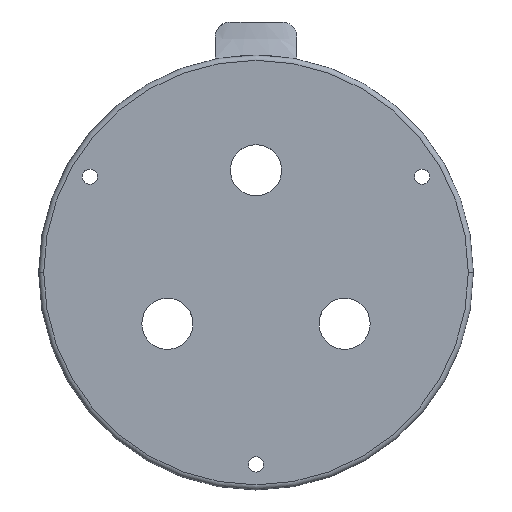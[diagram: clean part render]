
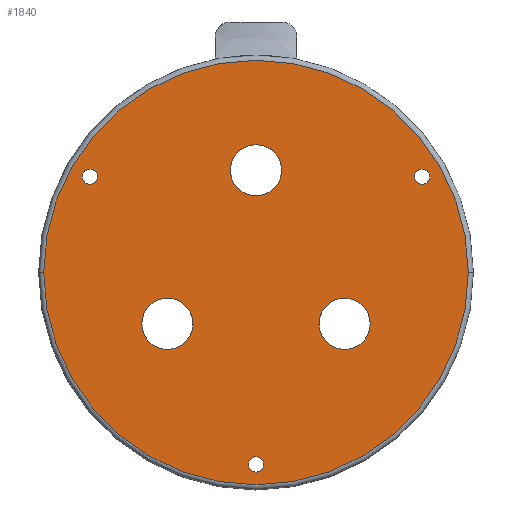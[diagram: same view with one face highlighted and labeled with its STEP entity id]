
A CAD part, top view. The second image highlights one B-rep face of the part: STEP entity #1840.
In plain terms, the highlighted planar face has unit normal (0, 0, 1).
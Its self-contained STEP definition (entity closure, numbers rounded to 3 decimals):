
#7 = DIRECTION ( 'NONE',  ( 1., 0., 0. ) ) ;
#25 = DIRECTION ( 'NONE',  ( 1., 0., 0. ) ) ;
#43 = CARTESIAN_POINT ( 'NONE',  ( 30.976, 18.75, 3. ) ) ;
#53 = EDGE_CURVE ( 'NONE', #1673, #2294, #2212, .T. ) ;
#76 = CARTESIAN_POINT ( 'NONE',  ( 17.321, -10., 3. ) ) ;
#88 = FACE_OUTER_BOUND ( 'NONE', #1935, .T. ) ;
#89 = AXIS2_PLACEMENT_3D ( 'NONE', #987, #437, #1379 ) ;
#104 = EDGE_CURVE ( 'NONE', #869, #239, #625, .T. ) ;
#112 = CARTESIAN_POINT ( 'NONE',  ( 5., 20., 3. ) ) ;
#131 = DIRECTION ( 'NONE',  ( 1., 0., 0. ) ) ;
#151 = DIRECTION ( 'NONE',  ( 1., 0., 0. ) ) ;
#162 = CARTESIAN_POINT ( 'NONE',  ( -1.5, -37.5, 3. ) ) ;
#190 = EDGE_CURVE ( 'NONE', #2294, #1673, #1183, .T. ) ;
#191 = EDGE_LOOP ( 'NONE', ( #2358, #1629 ) ) ;
#200 = CARTESIAN_POINT ( 'NONE',  ( -5., 20., 3. ) ) ;
#207 = CARTESIAN_POINT ( 'NONE',  ( 32.476, 18.75, 3. ) ) ;
#210 = AXIS2_PLACEMENT_3D ( 'NONE', #1588, #1351, #1897 ) ;
#239 = VERTEX_POINT ( 'NONE', #1860 ) ;
#247 = AXIS2_PLACEMENT_3D ( 'NONE', #1729, #1013, #1753 ) ;
#251 = EDGE_LOOP ( 'NONE', ( #1029, #1788 ) ) ;
#268 = FACE_BOUND ( 'NONE', #1212, .T. ) ;
#280 = EDGE_LOOP ( 'NONE', ( #714, #1235 ) ) ;
#283 = CIRCLE ( 'NONE', #1947, 1.5 ) ;
#323 = ORIENTED_EDGE ( 'NONE', *, *, #1077, .T. ) ;
#339 = VERTEX_POINT ( 'NONE', #200 ) ;
#365 = CARTESIAN_POINT ( 'NONE',  ( 0., 20., 3. ) ) ;
#381 = ORIENTED_EDGE ( 'NONE', *, *, #104, .T. ) ;
#437 = DIRECTION ( 'NONE',  ( 0., 0., 1. ) ) ;
#443 = CIRCLE ( 'NONE', #795, 5. ) ;
#446 = CARTESIAN_POINT ( 'NONE',  ( 12.321, -10., 3. ) ) ;
#456 = EDGE_CURVE ( 'NONE', #1480, #2232, #1292, .T. ) ;
#504 = VERTEX_POINT ( 'NONE', #889 ) ;
#516 = AXIS2_PLACEMENT_3D ( 'NONE', #1803, #1635, #131 ) ;
#519 = AXIS2_PLACEMENT_3D ( 'NONE', #1813, #1966, #1227 ) ;
#555 = ORIENTED_EDGE ( 'NONE', *, *, #2093, .F. ) ;
#617 = DIRECTION ( 'NONE',  ( 1., 0., 0. ) ) ;
#623 = DIRECTION ( 'NONE',  ( 1., 0., 0. ) ) ;
#625 = CIRCLE ( 'NONE', #516, 41.5 ) ;
#643 = DIRECTION ( 'NONE',  ( 0., 0., 1. ) ) ;
#647 = DIRECTION ( 'NONE',  ( 0., 0., 1. ) ) ;
#701 = DIRECTION ( 'NONE',  ( 0., 0., 1. ) ) ;
#714 = ORIENTED_EDGE ( 'NONE', *, *, #2065, .T. ) ;
#740 = CARTESIAN_POINT ( 'NONE',  ( 22.321, -10., 3. ) ) ;
#767 = CARTESIAN_POINT ( 'NONE',  ( -30.976, 18.75, 3. ) ) ;
#783 = FACE_BOUND ( 'NONE', #1305, .T. ) ;
#786 = VERTEX_POINT ( 'NONE', #1619 ) ;
#789 = CIRCLE ( 'NONE', #1099, 1.5 ) ;
#793 = CARTESIAN_POINT ( 'NONE',  ( 0., -37.5, 3. ) ) ;
#795 = AXIS2_PLACEMENT_3D ( 'NONE', #365, #1694, #25 ) ;
#822 = AXIS2_PLACEMENT_3D ( 'NONE', #76, #643, #623 ) ;
#846 = DIRECTION ( 'NONE',  ( 1., 0., 0. ) ) ;
#865 = CIRCLE ( 'NONE', #1761, 5. ) ;
#869 = VERTEX_POINT ( 'NONE', #1963 ) ;
#889 = CARTESIAN_POINT ( 'NONE',  ( 1.5, -37.5, 3. ) ) ;
#945 = EDGE_LOOP ( 'NONE', ( #555, #1343 ) ) ;
#946 = DIRECTION ( 'NONE',  ( 0., 0., 1. ) ) ;
#975 = PLANE ( 'NONE',  #247 ) ;
#987 = CARTESIAN_POINT ( 'NONE',  ( 0., 0., 3. ) ) ;
#1013 = DIRECTION ( 'NONE',  ( 0., 0., 1. ) ) ;
#1025 = FACE_BOUND ( 'NONE', #251, .T. ) ;
#1029 = ORIENTED_EDGE ( 'NONE', *, *, #1255, .F. ) ;
#1058 = CIRCLE ( 'NONE', #89, 41.5 ) ;
#1077 = EDGE_CURVE ( 'NONE', #504, #1589, #789, .T. ) ;
#1099 = AXIS2_PLACEMENT_3D ( 'NONE', #793, #1546, #617 ) ;
#1131 = EDGE_CURVE ( 'NONE', #239, #869, #1058, .T. ) ;
#1163 = FACE_BOUND ( 'NONE', #191, .T. ) ;
#1180 = ORIENTED_EDGE ( 'NONE', *, *, #190, .T. ) ;
#1183 = CIRCLE ( 'NONE', #1493, 1.5 ) ;
#1212 = EDGE_LOOP ( 'NONE', ( #2279, #1180 ) ) ;
#1227 = DIRECTION ( 'NONE',  ( 1., 0., 0. ) ) ;
#1231 = DIRECTION ( 'NONE',  ( 1., 0., 0. ) ) ;
#1235 = ORIENTED_EDGE ( 'NONE', *, *, #2207, .T. ) ;
#1255 = EDGE_CURVE ( 'NONE', #2042, #786, #2288, .T. ) ;
#1292 = CIRCLE ( 'NONE', #822, 5. ) ;
#1305 = EDGE_LOOP ( 'NONE', ( #1638, #323 ) ) ;
#1325 = EDGE_CURVE ( 'NONE', #786, #2042, #1945, .T. ) ;
#1343 = ORIENTED_EDGE ( 'NONE', *, *, #2278, .F. ) ;
#1351 = DIRECTION ( 'NONE',  ( 0., 0., -1. ) ) ;
#1377 = AXIS2_PLACEMENT_3D ( 'NONE', #1885, #946, #1458 ) ;
#1378 = AXIS2_PLACEMENT_3D ( 'NONE', #207, #1820, #7 ) ;
#1379 = DIRECTION ( 'NONE',  ( 1., 0., 0. ) ) ;
#1380 = DIRECTION ( 'NONE',  ( 0., 0., -1. ) ) ;
#1444 = DIRECTION ( 'NONE',  ( 1., 0., 0. ) ) ;
#1458 = DIRECTION ( 'NONE',  ( 1., 0., 0. ) ) ;
#1480 = VERTEX_POINT ( 'NONE', #446 ) ;
#1493 = AXIS2_PLACEMENT_3D ( 'NONE', #1614, #1814, #151 ) ;
#1538 = CARTESIAN_POINT ( 'NONE',  ( -22.321, -10., 3. ) ) ;
#1546 = DIRECTION ( 'NONE',  ( 0., 0., -1. ) ) ;
#1557 = CARTESIAN_POINT ( 'NONE',  ( 32.476, 18.75, 3. ) ) ;
#1588 = CARTESIAN_POINT ( 'NONE',  ( -32.476, 18.75, 3. ) ) ;
#1589 = VERTEX_POINT ( 'NONE', #162 ) ;
#1607 = AXIS2_PLACEMENT_3D ( 'NONE', #1628, #701, #1444 ) ;
#1614 = CARTESIAN_POINT ( 'NONE',  ( -32.476, 18.75, 3. ) ) ;
#1616 = ORIENTED_EDGE ( 'NONE', *, *, #1131, .T. ) ;
#1619 = CARTESIAN_POINT ( 'NONE',  ( -12.321, -10., 3. ) ) ;
#1628 = CARTESIAN_POINT ( 'NONE',  ( 17.321, -10., 3. ) ) ;
#1629 = ORIENTED_EDGE ( 'NONE', *, *, #2193, .F. ) ;
#1635 = DIRECTION ( 'NONE',  ( 0., 0., 1. ) ) ;
#1638 = ORIENTED_EDGE ( 'NONE', *, *, #1642, .T. ) ;
#1642 = EDGE_CURVE ( 'NONE', #1589, #504, #1982, .T. ) ;
#1673 = VERTEX_POINT ( 'NONE', #2003 ) ;
#1678 = CARTESIAN_POINT ( 'NONE',  ( 33.976, 18.75, 3. ) ) ;
#1694 = DIRECTION ( 'NONE',  ( 0., 0., 1. ) ) ;
#1729 = CARTESIAN_POINT ( 'NONE',  ( 0., 0., 3. ) ) ;
#1753 = DIRECTION ( 'NONE',  ( 1., 0., 0. ) ) ;
#1761 = AXIS2_PLACEMENT_3D ( 'NONE', #1984, #2148, #1231 ) ;
#1765 = FACE_BOUND ( 'NONE', #280, .T. ) ;
#1771 = CARTESIAN_POINT ( 'NONE',  ( -17.321, -10., 3. ) ) ;
#1788 = ORIENTED_EDGE ( 'NONE', *, *, #1325, .F. ) ;
#1803 = CARTESIAN_POINT ( 'NONE',  ( 0., 0., 3. ) ) ;
#1813 = CARTESIAN_POINT ( 'NONE',  ( 0., -37.5, 3. ) ) ;
#1814 = DIRECTION ( 'NONE',  ( 0., 0., -1. ) ) ;
#1820 = DIRECTION ( 'NONE',  ( 0., 0., -1. ) ) ;
#1840 = ADVANCED_FACE ( 'NONE', ( #1930, #1163, #1025, #88, #268, #1765, #783 ), #975, .T. ) ;
#1860 = CARTESIAN_POINT ( 'NONE',  ( 41.5, 0., 3. ) ) ;
#1885 = CARTESIAN_POINT ( 'NONE',  ( -17.321, -10., 3. ) ) ;
#1897 = DIRECTION ( 'NONE',  ( 1., 0., 0. ) ) ;
#1910 = CIRCLE ( 'NONE', #1378, 1.5 ) ;
#1930 = FACE_BOUND ( 'NONE', #945, .T. ) ;
#1935 = EDGE_LOOP ( 'NONE', ( #1616, #381 ) ) ;
#1945 = CIRCLE ( 'NONE', #1377, 5. ) ;
#1947 = AXIS2_PLACEMENT_3D ( 'NONE', #1557, #1380, #2115 ) ;
#1963 = CARTESIAN_POINT ( 'NONE',  ( -41.5, 0., 3. ) ) ;
#1966 = DIRECTION ( 'NONE',  ( 0., 0., -1. ) ) ;
#1982 = CIRCLE ( 'NONE', #519, 1.5 ) ;
#1984 = CARTESIAN_POINT ( 'NONE',  ( 0., 20., 3. ) ) ;
#2003 = CARTESIAN_POINT ( 'NONE',  ( -33.976, 18.75, 3. ) ) ;
#2042 = VERTEX_POINT ( 'NONE', #1538 ) ;
#2065 = EDGE_CURVE ( 'NONE', #2349, #2345, #283, .T. ) ;
#2093 = EDGE_CURVE ( 'NONE', #339, #2187, #865, .T. ) ;
#2115 = DIRECTION ( 'NONE',  ( 1., 0., 0. ) ) ;
#2148 = DIRECTION ( 'NONE',  ( 0., 0., 1. ) ) ;
#2187 = VERTEX_POINT ( 'NONE', #112 ) ;
#2193 = EDGE_CURVE ( 'NONE', #2232, #1480, #2325, .T. ) ;
#2207 = EDGE_CURVE ( 'NONE', #2345, #2349, #1910, .T. ) ;
#2212 = CIRCLE ( 'NONE', #210, 1.5 ) ;
#2232 = VERTEX_POINT ( 'NONE', #740 ) ;
#2278 = EDGE_CURVE ( 'NONE', #2187, #339, #443, .T. ) ;
#2279 = ORIENTED_EDGE ( 'NONE', *, *, #53, .T. ) ;
#2288 = CIRCLE ( 'NONE', #2359, 5. ) ;
#2294 = VERTEX_POINT ( 'NONE', #767 ) ;
#2325 = CIRCLE ( 'NONE', #1607, 5. ) ;
#2345 = VERTEX_POINT ( 'NONE', #1678 ) ;
#2349 = VERTEX_POINT ( 'NONE', #43 ) ;
#2358 = ORIENTED_EDGE ( 'NONE', *, *, #456, .F. ) ;
#2359 = AXIS2_PLACEMENT_3D ( 'NONE', #1771, #647, #846 ) ;
